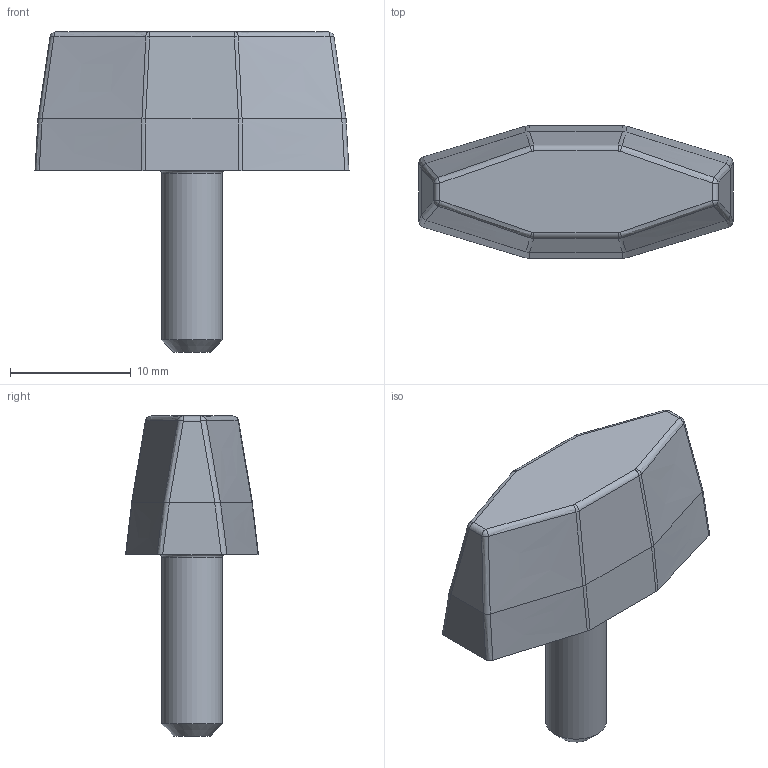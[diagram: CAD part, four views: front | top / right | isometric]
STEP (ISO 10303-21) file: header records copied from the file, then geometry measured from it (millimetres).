
FILE_DESCRIPTION( ( 'Unknown' ), '1' );
FILE_NAME( '6378055_GS26_M05x15.stp', 'Unknown', ( 'Unknown' ), ( 'Unknown' ), 'PSStep 11.0', 'Unknown', ' ' );
FILE_SCHEMA( ( 'AUTOMOTIVE_DESIGN { 1 0 10303 214 1 1 1 1 }' ) );
Length unit declared in the file: millimetre
Products named in the file (1): 6378055
Bounding box: 26 x 11 x 26.5 mm (x, y, z)
Volume: 2451.8 mm3; surface area: 1312 mm2
Topology: 1 solids, 2 shells, 57 faces, 141 edges, 84 vertices
Faces by surface type: bspline 32, plane 12, cylinder 6, sphere 4, cone 2, torus 1
Full cylindrical faces by diameter (mm): 5 x2
Entity records: 2901 total; most frequent: CARTESIAN_POINT 1391, ORIENTED_EDGE 262, EDGE_CURVE 131, DIRECTION 130, VERTEX_POINT 83, B_SPLINE_CURVE_WITH_KNOTS 80, EDGE_LOOP 64, FACE_OUTER_BOUND 60
